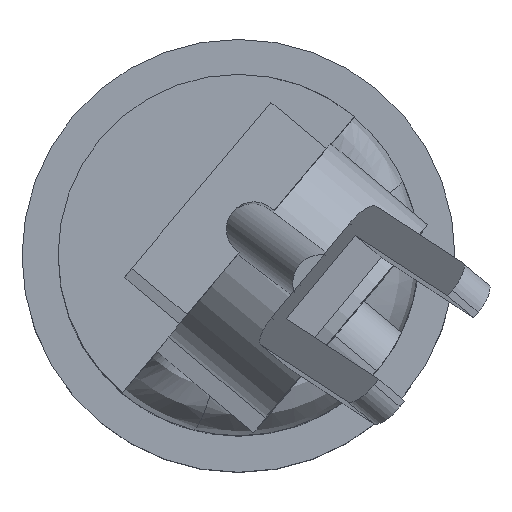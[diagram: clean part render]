
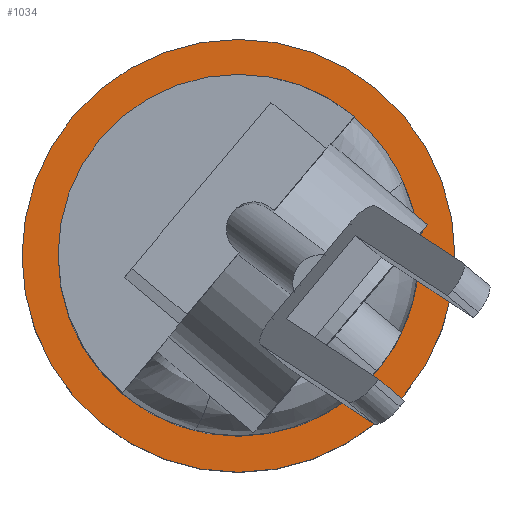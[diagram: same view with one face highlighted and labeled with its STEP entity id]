
A CAD part, top view. The second image highlights one B-rep face of the part: STEP entity #1034.
In plain terms, the highlighted planar face has unit normal (0, 0, 1).
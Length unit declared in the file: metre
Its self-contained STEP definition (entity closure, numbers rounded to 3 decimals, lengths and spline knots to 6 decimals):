
#63=PLANE('',#1187);
#441=ORIENTED_EDGE('',*,*,#648,.F.);
#442=ORIENTED_EDGE('',*,*,#644,.F.);
#443=ORIENTED_EDGE('',*,*,#640,.T.);
#444=ORIENTED_EDGE('',*,*,#649,.T.);
#640=EDGE_CURVE('',#761,#760,#828,.T.);
#644=EDGE_CURVE('',#764,#765,#830,.T.);
#648=EDGE_CURVE('',#765,#764,#833,.T.);
#649=EDGE_CURVE('',#760,#761,#834,.T.);
#760=VERTEX_POINT('',#2067);
#761=VERTEX_POINT('',#2069);
#764=VERTEX_POINT('',#2076);
#765=VERTEX_POINT('',#2078);
#828=CIRCLE('',#1177,0.06);
#830=CIRCLE('',#1180,0.05);
#833=CIRCLE('',#1186,0.05);
#834=CIRCLE('',#1188,0.06);
#899=EDGE_LOOP('',(#441,#442));
#900=EDGE_LOOP('',(#443,#444));
#966=FACE_BOUND('',#899,.T.);
#967=FACE_BOUND('',#900,.T.);
#1034=ADVANCED_FACE('',(#966,#967),#63,.F.);
#1177=AXIS2_PLACEMENT_3D('',#2068,#1402,#1403);
#1180=AXIS2_PLACEMENT_3D('',#2077,#1410,#1411);
#1186=AXIS2_PLACEMENT_3D('',#2085,#1423,#1424);
#1187=AXIS2_PLACEMENT_3D('',#2086,#1425,#1426);
#1188=AXIS2_PLACEMENT_3D('',#2087,#1427,#1428);
#1402=DIRECTION('',(0.,0.,1.));
#1403=DIRECTION('',(1.,0.,0.));
#1410=DIRECTION('',(0.,0.,1.));
#1411=DIRECTION('',(1.,0.,0.));
#1423=DIRECTION('',(0.,0.,1.));
#1424=DIRECTION('',(1.,0.,0.));
#1425=DIRECTION('',(0.,0.,-1.));
#1426=DIRECTION('',(-1.,0.,0.));
#1427=DIRECTION('',(0.,0.,1.));
#1428=DIRECTION('',(1.,0.,0.));
#2067=CARTESIAN_POINT('',(-0.06,0.,0.04));
#2068=CARTESIAN_POINT('',(0.,0.,0.04));
#2069=CARTESIAN_POINT('',(0.06,0.,0.04));
#2076=CARTESIAN_POINT('',(-0.05,0.,0.04));
#2077=CARTESIAN_POINT('',(0.,0.,0.04));
#2078=CARTESIAN_POINT('',(0.05,0.,0.04));
#2085=CARTESIAN_POINT('',(0.,0.,0.04));
#2086=CARTESIAN_POINT('',(-0.055,0.,0.04));
#2087=CARTESIAN_POINT('',(0.,0.,0.04));
